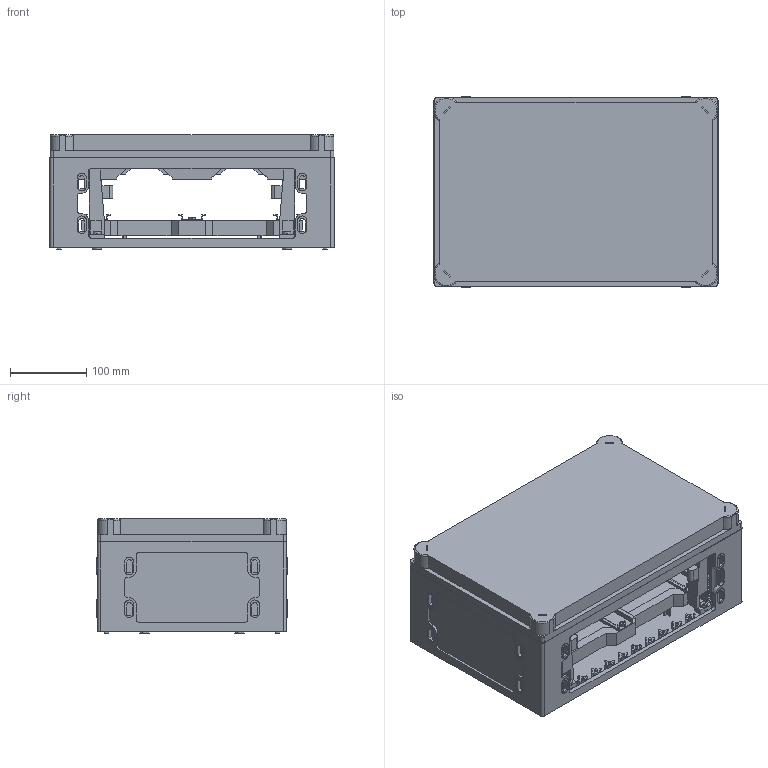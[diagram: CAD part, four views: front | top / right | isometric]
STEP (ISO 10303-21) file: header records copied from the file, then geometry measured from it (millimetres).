
FILE_DESCRIPTION( ( 'STEP AP214' ), '1' );
FILE_NAME( 'av_i43_125.stp', '2021-07-13T10:05:33', ( 'License CC BY-ND 4.0' ), ( 'CADENAS' ), ' ', 'PARTsolutions', ' ' );
FILE_SCHEMA( ( 'AUTOMOTIVE_DESIGN { 1 0 10303 214 1 1 1 1 }' ) );
Length unit declared in the file: millimetre
Products named in the file (6): 047954; _047954_D; _065028_P; _017203_P; _000239_P1; _000239_P1_2
Assembly tree (5 placements, depth 2):
  047954
    _047954_D
    _065028_P
    _017203_P
    _000239_P1
    _000239_P1_2
Bounding box: 375 x 250 x 150 mm (x, y, z)
Volume: 1900473.5 mm3; surface area: 1020029.1 mm2
Topology: 4 solids, 4 shells, 2225 faces, 6037 edges, 4008 vertices
Faces by surface type: plane 1565, cylinder 640, sphere 8, torus 8, cone 4
Full cylindrical faces by diameter (mm): 3.85 x42, 4.8 x4, 6 x8, 6.5 x4, 8 x4, 8.094 x6, 9 x8, 9.5 x8, 10.5 x4, 12 x8, 14.5 x4
Entity records: 87228 total; most frequent: CARTESIAN_POINT 12554, ORIENTED_EDGE 11758, DIRECTION 11716, EDGE_CURVE 5879, LINE 4416, VECTOR 4416, VERTEX_POINT 3965, AXIS2_PLACEMENT_3D 3650
